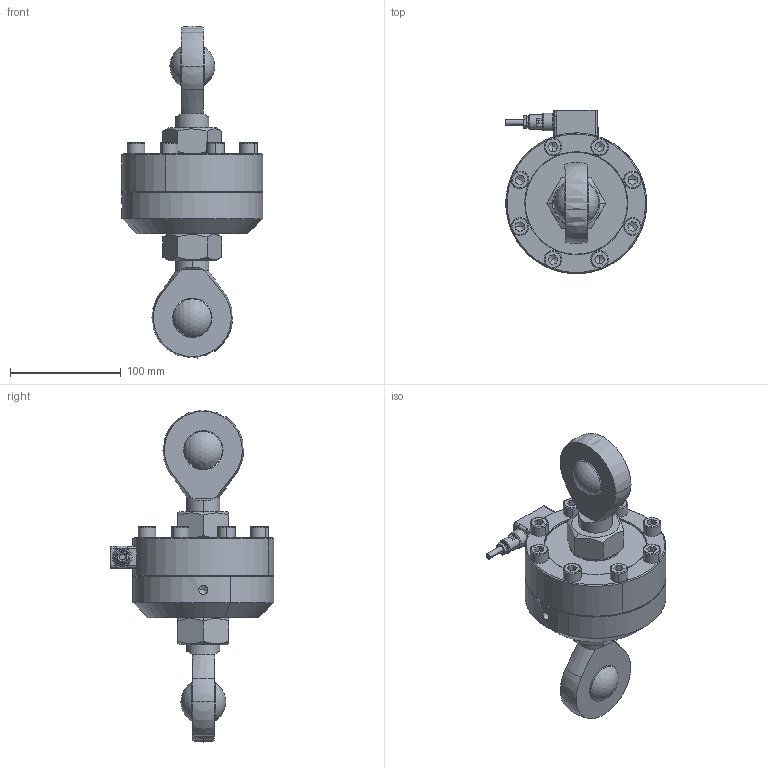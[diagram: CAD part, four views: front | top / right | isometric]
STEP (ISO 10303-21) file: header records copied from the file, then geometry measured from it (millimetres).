
FILE_DESCRIPTION(('STEP AP214'),'1');
FILE_NAME('TC4 ø127 with base and knuckle joints.stp','2017-10-04T09:32:29',(' '),(' '),'Spatial InterOp 3D',' ',' ');
FILE_SCHEMA(('automotive_design'));
Length unit declared in the file: millimetre
Products named in the file (17): TC4 ø127 with base and knuckle joints; Dado M30; Baseplate; spherical_plain_bearing_sal030el; Component1; Component2; spherical_plain_bearing_sal030el2; Component12; Component22; TC4 _127; Body; Cable _5.2; Fairlead; Screw gland; Box; Serie; vite M10 L=50
Assembly tree (24 placements, depth 3):
  TC4 ø127 with base and knuckle joints
    Dado M30  x2
    Baseplate
    spherical_plain_bearing_sal030el
      Component1
      Component2
    spherical_plain_bearing_sal030el2
      Component12
      Component22
    TC4 _127
      Body
      Cable _5.2
      Fairlead
      Screw gland
      Box
    Serie
      vite M10 L=50  x8
Bounding box: 127.41 x 147.26 x 299.47 mm (x, y, z)
Volume: 1179946.2 mm3; surface area: 202262.5 mm2
Topology: 20 solids, 36 shells, 507 faces, 1264 edges, 795 vertices
Faces by surface type: plane 148, cone 142, cylinder 135, torus 46, sphere 18, revolution 14, bspline 4
Entity records: 12798 total; most frequent: CARTESIAN_POINT 2188, DIRECTION 1750, ORIENTED_EDGE 1404, EDGE_CURVE 746, AXIS2_PLACEMENT_3D 724, VERTEX_POINT 498, CIRCLE 406, EDGE_LOOP 368
